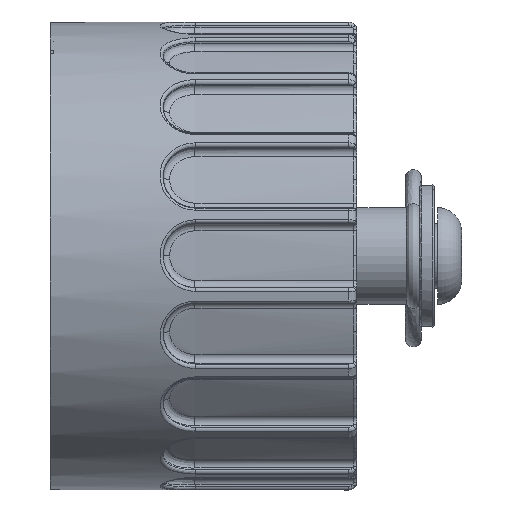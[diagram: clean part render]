
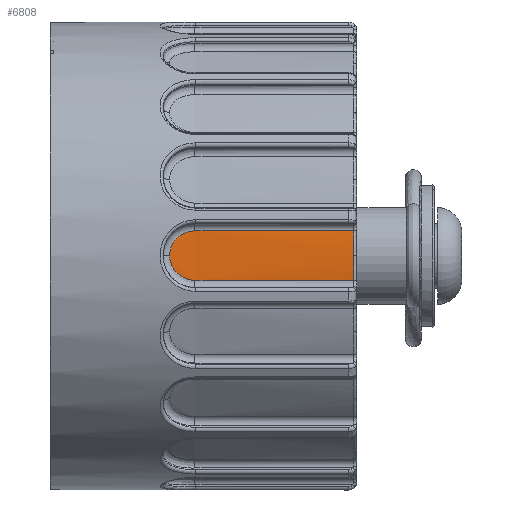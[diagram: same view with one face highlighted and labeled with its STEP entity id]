
A CAD part, top view. The second image highlights one B-rep face of the part: STEP entity #6808.
In plain terms, the highlighted cylindrical face has radius 13.8 mm (diameter 27.6 mm), a partial arc.
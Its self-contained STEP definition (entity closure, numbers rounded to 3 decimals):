
#4740=(
BOUNDED_CURVE()
B_SPLINE_CURVE(3,(#24182,#24183,#24184,#24185,#24186,#24187,#24188),
 .UNSPECIFIED.,.F.,.F.)
B_SPLINE_CURVE_WITH_KNOTS((4,1,1,1,4),(0.,0.271,0.474,
0.714,1.),.UNSPECIFIED.)
CURVE()
GEOMETRIC_REPRESENTATION_ITEM()
RATIONAL_B_SPLINE_CURVE((1.,1.,1.,
1.,1.,1.,1.))
REPRESENTATION_ITEM('')
);
#4742=(
BOUNDED_CURVE()
B_SPLINE_CURVE(3,(#24220,#24221,#24222,#24223,#24224,#24225,#24226),
 .UNSPECIFIED.,.F.,.F.)
B_SPLINE_CURVE_WITH_KNOTS((4,1,1,1,4),(0.,0.203,0.472,
0.712,1.),.UNSPECIFIED.)
CURVE()
GEOMETRIC_REPRESENTATION_ITEM()
RATIONAL_B_SPLINE_CURVE((1.,1.,1.,
1.,1.,1.,1.))
REPRESENTATION_ITEM('')
);
#4860=CYLINDRICAL_SURFACE('',#15005,13.8);
#5688=LINE('',#24253,#6267);
#5689=LINE('',#24254,#6268);
#6267=VECTOR('',#17024,1.);
#6268=VECTOR('',#17025,1.);
#6808=ADVANCED_FACE('',(#7429),#4860,.T.);
#7429=FACE_OUTER_BOUND('',#8010,.T.);
#8010=EDGE_LOOP('',(#10219,#10220,#10221,#10222,#10223,#10224));
#10219=ORIENTED_EDGE('',*,*,#13336,.F.);
#10220=ORIENTED_EDGE('',*,*,#13337,.F.);
#10221=ORIENTED_EDGE('',*,*,#13334,.F.);
#10222=ORIENTED_EDGE('',*,*,#13331,.F.);
#10223=ORIENTED_EDGE('',*,*,#13338,.F.);
#10224=ORIENTED_EDGE('',*,*,#13339,.F.);
#12024=VERTEX_POINT('',#24181);
#12025=VERTEX_POINT('',#24189);
#12027=VERTEX_POINT('',#24227);
#12028=VERTEX_POINT('',#24251);
#12029=VERTEX_POINT('',#24252);
#12030=VERTEX_POINT('',#24255);
#13331=EDGE_CURVE('',#12024,#12025,#4740,.T.);
#13334=EDGE_CURVE('',#12025,#12027,#4742,.T.);
#13336=EDGE_CURVE('',#12028,#12029,#14172,.T.);
#13337=EDGE_CURVE('',#12027,#12028,#5688,.T.);
#13338=EDGE_CURVE('',#12030,#12024,#5689,.T.);
#13339=EDGE_CURVE('',#12029,#12030,#14173,.T.);
#14172=CIRCLE('',#15003,13.8);
#14173=CIRCLE('',#15004,13.8);
#15003=AXIS2_PLACEMENT_3D('',#24250,#17022,#17023);
#15004=AXIS2_PLACEMENT_3D('',#24256,#17026,#17027);
#15005=AXIS2_PLACEMENT_3D('',#24257,#17028,#17029);
#17022=DIRECTION('',(1.,0.,0.));
#17023=DIRECTION('',(0.,0.111,0.994));
#17024=DIRECTION('',(1.,0.,0.));
#17025=DIRECTION('',(-1.,0.,0.));
#17026=DIRECTION('',(1.,0.,0.));
#17027=DIRECTION('',(0.,0.,1.));
#17028=DIRECTION('',(1.,0.,0.));
#17029=DIRECTION('',(0.,0.,1.));
#24181=CARTESIAN_POINT('',(8.968,2.399,10.385));
#24182=CARTESIAN_POINT('',(8.968,2.399,10.385));
#24183=CARTESIAN_POINT('',(8.745,2.399,10.385));
#24184=CARTESIAN_POINT('',(8.354,2.48,10.395));
#24185=CARTESIAN_POINT('',(7.859,2.8,10.426));
#24186=CARTESIAN_POINT('',(7.497,3.279,10.459));
#24187=CARTESIAN_POINT('',(7.4,3.7,10.47));
#24188=CARTESIAN_POINT('',(7.4,3.929,10.47));
#24189=CARTESIAN_POINT('',(7.4,3.929,10.47));
#24220=CARTESIAN_POINT('',(7.4,3.929,10.47));
#24221=CARTESIAN_POINT('',(7.4,4.091,10.47));
#24222=CARTESIAN_POINT('',(7.461,4.47,10.463));
#24223=CARTESIAN_POINT('',(7.761,4.974,10.433));
#24224=CARTESIAN_POINT('',(8.296,5.363,10.396));
#24225=CARTESIAN_POINT('',(8.731,5.459,10.385));
#24226=CARTESIAN_POINT('',(8.968,5.459,10.385));
#24227=CARTESIAN_POINT('',(8.968,5.459,10.385));
#24250=CARTESIAN_POINT('',(18.8,3.929,-3.33));
#24251=CARTESIAN_POINT('',(18.8,5.459,10.385));
#24252=CARTESIAN_POINT('',(18.8,3.929,10.47));
#24253=CARTESIAN_POINT('',(8.968,5.459,10.385));
#24254=CARTESIAN_POINT('',(18.8,2.399,10.385));
#24255=CARTESIAN_POINT('',(18.8,2.399,10.385));
#24256=CARTESIAN_POINT('',(18.8,3.929,-3.33));
#24257=CARTESIAN_POINT('',(-31.,3.929,-3.33));
